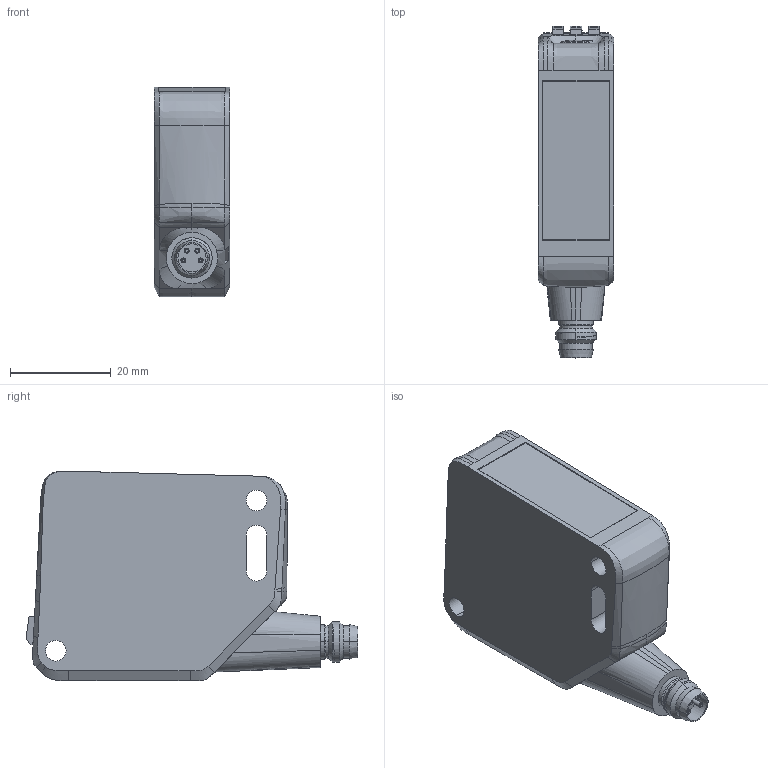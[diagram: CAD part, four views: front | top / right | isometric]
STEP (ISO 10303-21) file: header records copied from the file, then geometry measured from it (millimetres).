
FILE_DESCRIPTION((''),'2;1');
FILE_NAME('DM_CAD-5778','2018-04-20T',('creinig-se'),(''),'PRO/ENGINEER BY PARAMETRIC TECHNOLOGY CORPORATION, 2015440','PRO/ENGINEER BY PARAMETRIC TECHNOLOGY CORPORATION, 2015440','');
FILE_SCHEMA(('CONFIG_CONTROL_DESIGN'));
Length unit declared in the file: millimetre
Products named in the file (1): DM_CAD-5778
Bounding box: 15.1 x 66 x 41.71 mm (x, y, z)
Volume: 29123.5 mm3; surface area: 7898.4 mm2
Topology: 1 solids, 1 shells, 281 faces, 1147 edges, 1146 vertices
Faces by surface type: plane 114, cylinder 58, bspline 54, cone 21, torus 15, sphere 10, extrusion 9
Entity records: 20513 total; most frequent: CARTESIAN_POINT 6962, DIRECTION 1663, ORIENTED_EDGE 1458, PRESENTATION_STYLE_ASSIGNMENT 1393, STYLED_ITEM 1349, CURVE_STYLE 1252, EDGE_CURVE 729, VECTOR 675
